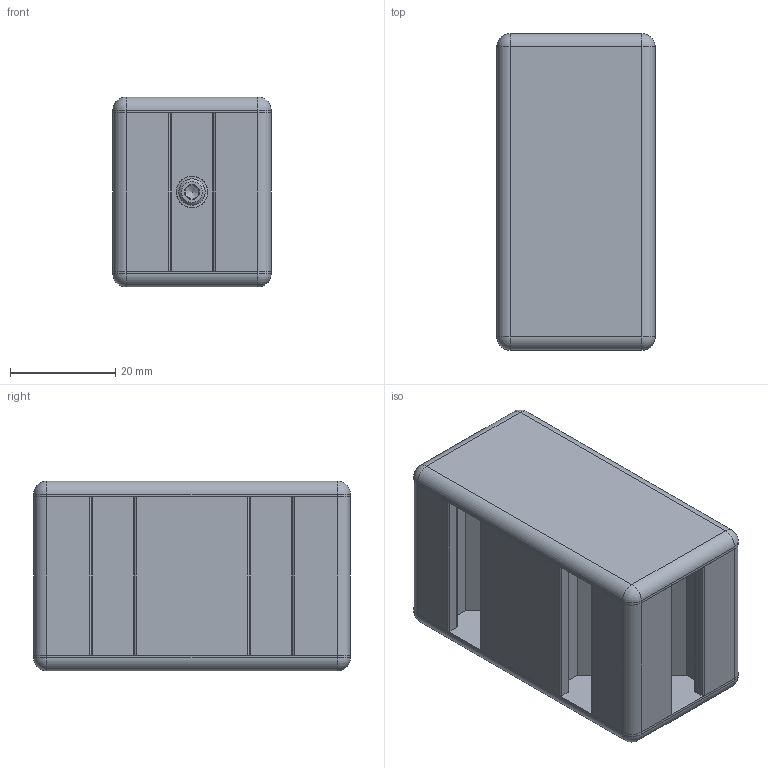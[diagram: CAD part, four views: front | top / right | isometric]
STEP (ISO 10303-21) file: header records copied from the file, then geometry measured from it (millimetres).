
FILE_DESCRIPTION(/* description */ (''),/* implementation_level */ '2;1');
FILE_NAME(/* name */ '28-0392-0BZ-00_Wellenbock WB 30x60.step',/* time_stamp */ '2024-05-14T08:11:39+02:00',/* author */ ('MuellerJ'),/* organization */ ('MiniTec GmbH & Co.KG'),/* preprocessor_version */ 'ST-DEVELOPER v19.2',/* originating_system */ 'Autodesk Inventor 2023',/* authorisation */ '');
FILE_SCHEMA (('CONFIG_CONTROL_DESIGN'));
Length unit declared in the file: millimetre
Products named in the file (7): MTW_1-00198987; 20-0994-0FZ.001; MTW_1-00198986; MTW_1-00198983; MTW_1-00198977; 22-1134-1FZ.000; MTW_1-00109914
Assembly tree (7 placements, depth 2):
  MTW_1-00198987
    20-0994-0FZ.001
    MTW_1-00198986
    MTW_1-00198983  x2
    MTW_1-00198977
    22-1134-1FZ.000
    MTW_1-00109914
Bounding box: 30 x 60 x 36 mm (x, y, z)
Volume: 29805.5 mm3; surface area: 34387.3 mm2
Topology: 7 solids, 7 shells, 844 faces, 2109 edges, 1268 vertices
Faces by surface type: cylinder 357, plane 215, torus 210, bspline 32, sphere 16, cone 14
Full cylindrical faces by diameter (mm): 4.134 x1, 5 x1, 6 x2, 10 x1, 11 x3, 17 x3
Entity records: 18719 total; most frequent: CARTESIAN_POINT 3801, DIRECTION 3223, ORIENTED_EDGE 2958, EDGE_CURVE 1479, AXIS2_PLACEMENT_3D 1240, VERTEX_POINT 915, LINE 743, VECTOR 743
